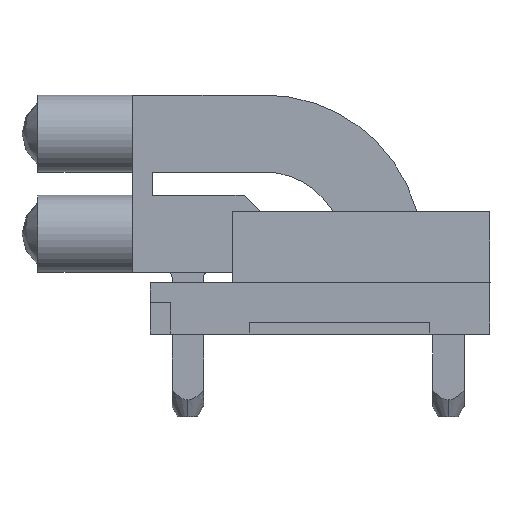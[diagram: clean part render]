
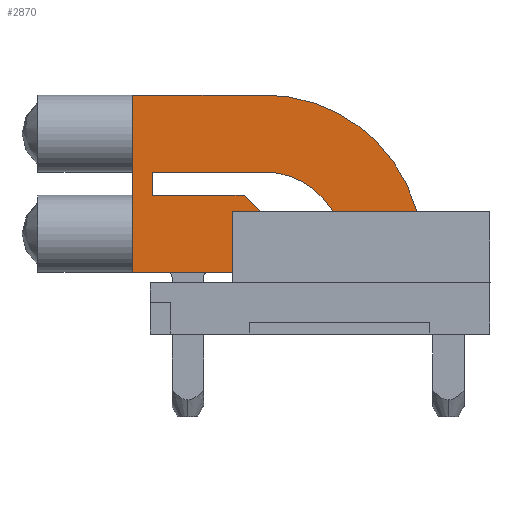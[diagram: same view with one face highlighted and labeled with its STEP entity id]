
A CAD part, left-side view. The second image highlights one B-rep face of the part: STEP entity #2870.
In plain terms, the highlighted face is planar.
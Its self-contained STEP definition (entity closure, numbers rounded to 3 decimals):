
#37 = EDGE_CURVE ( 'NONE', #2624, #2836, #1469, .T. ) ;
#42 = DIRECTION ( 'NONE',  ( 0., 1., 0. ) ) ;
#60 = ORIENTED_EDGE ( 'NONE', *, *, #3478, .F. ) ;
#85 = EDGE_CURVE ( 'NONE', #1534, #2700, #966, .T. ) ;
#95 = CARTESIAN_POINT ( 'NONE',  ( 3.515, 2.475, 0.471 ) ) ;
#132 = LINE ( 'NONE', #190, #1003 ) ;
#140 = VECTOR ( 'NONE', #1736, 1000. ) ;
#149 = DIRECTION ( 'NONE',  ( 0., 0., -1. ) ) ;
#160 = CARTESIAN_POINT ( 'NONE',  ( 1.565, 2.475, 0.172 ) ) ;
#189 = VERTEX_POINT ( 'NONE', #95 ) ;
#190 = CARTESIAN_POINT ( 'NONE',  ( 1.3, 2.475, -1.854 ) ) ;
#208 = VERTEX_POINT ( 'NONE', #1504 ) ;
#221 = LINE ( 'NONE', #2292, #2212 ) ;
#278 = CARTESIAN_POINT ( 'NONE',  ( 2.555, 2.475, 8.646 ) ) ;
#317 = EDGE_CURVE ( 'NONE', #2752, #2077, #3660, .T. ) ;
#318 = CARTESIAN_POINT ( 'NONE',  ( 6.055, 2.475, 8.646 ) ) ;
#332 = ORIENTED_EDGE ( 'NONE', *, *, #2090, .F. ) ;
#542 = EDGE_CURVE ( 'NONE', #2836, #3382, #132, .T. ) ;
#557 = CARTESIAN_POINT ( 'NONE',  ( 1.3, 2.475, 8.646 ) ) ;
#613 = DIRECTION ( 'NONE',  ( -1., 0., -0.009 ) ) ;
#620 = ORIENTED_EDGE ( 'NONE', *, *, #542, .F. ) ;
#654 = CARTESIAN_POINT ( 'NONE',  ( 1.3, 2.475, 0.17 ) ) ;
#659 = LINE ( 'NONE', #3102, #2141 ) ;
#701 = ORIENTED_EDGE ( 'NONE', *, *, #713, .F. ) ;
#713 = EDGE_CURVE ( 'NONE', #189, #208, #897, .T. ) ;
#751 = DIRECTION ( 'NONE',  ( -1., 0., 0. ) ) ;
#766 = CARTESIAN_POINT ( 'NONE',  ( 5.08, 2.475, -2.354 ) ) ;
#858 = VERTEX_POINT ( 'NONE', #965 ) ;
#897 = LINE ( 'NONE', #3511, #3001 ) ;
#921 = FACE_OUTER_BOUND ( 'NONE', #1623, .T. ) ;
#934 = LINE ( 'NONE', #278, #2330 ) ;
#965 = CARTESIAN_POINT ( 'NONE',  ( 6.055, 2.475, 0.986 ) ) ;
#966 = LINE ( 'NONE', #3463, #3194 ) ;
#1003 = VECTOR ( 'NONE', #751, 1000. ) ;
#1054 = CARTESIAN_POINT ( 'NONE',  ( 2.555, 2.475, 2.934 ) ) ;
#1098 = AXIS2_PLACEMENT_3D ( 'NONE', #2983, #42, #1480 ) ;
#1126 = ORIENTED_EDGE ( 'NONE', *, *, #2307, .T. ) ;
#1294 = DIRECTION ( 'NONE',  ( 1., 0., 0. ) ) ;
#1302 = CARTESIAN_POINT ( 'NONE',  ( 2.54, 2.475, -2.354 ) ) ;
#1469 = LINE ( 'NONE', #2009, #140 ) ;
#1480 = DIRECTION ( 'NONE',  ( 0., 0., -1. ) ) ;
#1492 = CARTESIAN_POINT ( 'NONE',  ( 1.565, 2.475, -2.354 ) ) ;
#1504 = CARTESIAN_POINT ( 'NONE',  ( 2.555, 2.475, 1.431 ) ) ;
#1526 = EDGE_CURVE ( 'NONE', #2700, #3586, #2375, .T. ) ;
#1534 = VERTEX_POINT ( 'NONE', #1302 ) ;
#1535 = CARTESIAN_POINT ( 'NONE',  ( 1.3, 2.475, -2.354 ) ) ;
#1549 = CARTESIAN_POINT ( 'NONE',  ( 6.055, 2.475, -2.354 ) ) ;
#1567 = LINE ( 'NONE', #318, #3110 ) ;
#1575 = ORIENTED_EDGE ( 'NONE', *, *, #3101, .F. ) ;
#1607 = VECTOR ( 'NONE', #149, 1000. ) ;
#1623 = EDGE_LOOP ( 'NONE', ( #3461, #701, #2902, #620, #1826, #60, #1575, #332, #2476, #3204, #2670, #3258, #1126, #2291 ) ) ;
#1626 = DIRECTION ( 'NONE',  ( 1., 0., 0. ) ) ;
#1630 = EDGE_CURVE ( 'NONE', #3399, #1534, #659, .T. ) ;
#1643 = AXIS2_PLACEMENT_3D ( 'NONE', #557, #1754, #2338 ) ;
#1704 = DIRECTION ( 'NONE',  ( 0., 0., 1. ) ) ;
#1710 = DIRECTION ( 'NONE',  ( 0., 0., 1. ) ) ;
#1713 = CARTESIAN_POINT ( 'NONE',  ( 3.515, 2.475, -1.854 ) ) ;
#1736 = DIRECTION ( 'NONE',  ( 0., 0., -1. ) ) ;
#1754 = DIRECTION ( 'NONE',  ( 0., -1., 0. ) ) ;
#1762 = DIRECTION ( 'NONE',  ( 0., 0., -1. ) ) ;
#1787 = CIRCLE ( 'NONE', #1098, 2. ) ;
#1811 = VECTOR ( 'NONE', #1294, 1000. ) ;
#1822 = EDGE_CURVE ( 'NONE', #208, #2752, #934, .T. ) ;
#1826 = ORIENTED_EDGE ( 'NONE', *, *, #37, .F. ) ;
#1894 = CARTESIAN_POINT ( 'NONE',  ( 2.555, 2.475, 4.954 ) ) ;
#1907 = CARTESIAN_POINT ( 'NONE',  ( 2.555, 2.475, 8.646 ) ) ;
#1938 = DIRECTION ( 'NONE',  ( 0., -1., 0. ) ) ;
#2009 = CARTESIAN_POINT ( 'NONE',  ( 4.105, 2.475, 8.646 ) ) ;
#2077 = VERTEX_POINT ( 'NONE', #160 ) ;
#2090 = EDGE_CURVE ( 'NONE', #858, #2093, #3210, .T. ) ;
#2093 = VERTEX_POINT ( 'NONE', #1894 ) ;
#2141 = VECTOR ( 'NONE', #1626, 1000. ) ;
#2212 = VECTOR ( 'NONE', #1710, 1000. ) ;
#2243 = CARTESIAN_POINT ( 'NONE',  ( 4.105, 2.475, 0.986 ) ) ;
#2291 = ORIENTED_EDGE ( 'NONE', *, *, #317, .F. ) ;
#2292 = CARTESIAN_POINT ( 'NONE',  ( 1.565, 2.475, -2.354 ) ) ;
#2304 = DIRECTION ( 'NONE',  ( -0.707, 0., 0.707 ) ) ;
#2307 = EDGE_CURVE ( 'NONE', #3399, #2077, #221, .T. ) ;
#2330 = VECTOR ( 'NONE', #1762, 1000. ) ;
#2338 = DIRECTION ( 'NONE',  ( 0., 0., -1. ) ) ;
#2375 = LINE ( 'NONE', #1535, #1811 ) ;
#2385 = PLANE ( 'NONE',  #1643 ) ;
#2476 = ORIENTED_EDGE ( 'NONE', *, *, #2883, .F. ) ;
#2515 = CARTESIAN_POINT ( 'NONE',  ( 2.055, 2.475, 0.986 ) ) ;
#2576 = CARTESIAN_POINT ( 'NONE',  ( 3.515, 2.475, 8.646 ) ) ;
#2624 = VERTEX_POINT ( 'NONE', #2243 ) ;
#2670 = ORIENTED_EDGE ( 'NONE', *, *, #85, .F. ) ;
#2694 = VERTEX_POINT ( 'NONE', #1054 ) ;
#2700 = VERTEX_POINT ( 'NONE', #766 ) ;
#2752 = VERTEX_POINT ( 'NONE', #2809 ) ;
#2803 = EDGE_CURVE ( 'NONE', #3382, #189, #3298, .T. ) ;
#2809 = CARTESIAN_POINT ( 'NONE',  ( 2.555, 2.475, 0.181 ) ) ;
#2836 = VERTEX_POINT ( 'NONE', #3562 ) ;
#2870 = ADVANCED_FACE ( 'NONE', ( #921 ), #2385, .F. ) ;
#2874 = VECTOR ( 'NONE', #613, 1000. ) ;
#2883 = EDGE_CURVE ( 'NONE', #3586, #858, #1567, .T. ) ;
#2902 = ORIENTED_EDGE ( 'NONE', *, *, #2803, .F. ) ;
#2983 = CARTESIAN_POINT ( 'NONE',  ( 2.105, 2.475, 0.986 ) ) ;
#2987 = DIRECTION ( 'NONE',  ( 0., 0., 1. ) ) ;
#3001 = VECTOR ( 'NONE', #2304, 1000. ) ;
#3101 = EDGE_CURVE ( 'NONE', #2093, #2694, #3766, .T. ) ;
#3102 = CARTESIAN_POINT ( 'NONE',  ( 1.3, 2.475, -2.354 ) ) ;
#3110 = VECTOR ( 'NONE', #2987, 1000. ) ;
#3194 = VECTOR ( 'NONE', #3503, 1000. ) ;
#3204 = ORIENTED_EDGE ( 'NONE', *, *, #1526, .F. ) ;
#3210 = CIRCLE ( 'NONE', #3747, 4. ) ;
#3258 = ORIENTED_EDGE ( 'NONE', *, *, #1630, .F. ) ;
#3282 = VECTOR ( 'NONE', #1704, 1000. ) ;
#3298 = LINE ( 'NONE', #2576, #3282 ) ;
#3378 = DIRECTION ( 'NONE',  ( 0., 0., 1. ) ) ;
#3382 = VERTEX_POINT ( 'NONE', #1713 ) ;
#3399 = VERTEX_POINT ( 'NONE', #1492 ) ;
#3461 = ORIENTED_EDGE ( 'NONE', *, *, #1822, .F. ) ;
#3463 = CARTESIAN_POINT ( 'NONE',  ( 1.3, 2.475, -2.354 ) ) ;
#3478 = EDGE_CURVE ( 'NONE', #2694, #2624, #1787, .T. ) ;
#3503 = DIRECTION ( 'NONE',  ( 1., 0., 0. ) ) ;
#3511 = CARTESIAN_POINT ( 'NONE',  ( 3.515, 2.475, 0.471 ) ) ;
#3562 = CARTESIAN_POINT ( 'NONE',  ( 4.105, 2.475, -1.854 ) ) ;
#3586 = VERTEX_POINT ( 'NONE', #1549 ) ;
#3660 = LINE ( 'NONE', #654, #2874 ) ;
#3747 = AXIS2_PLACEMENT_3D ( 'NONE', #2515, #1938, #3378 ) ;
#3766 = LINE ( 'NONE', #1907, #1607 ) ;
